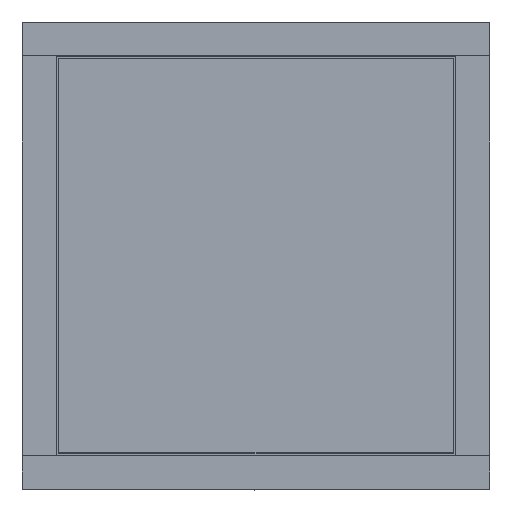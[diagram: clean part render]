
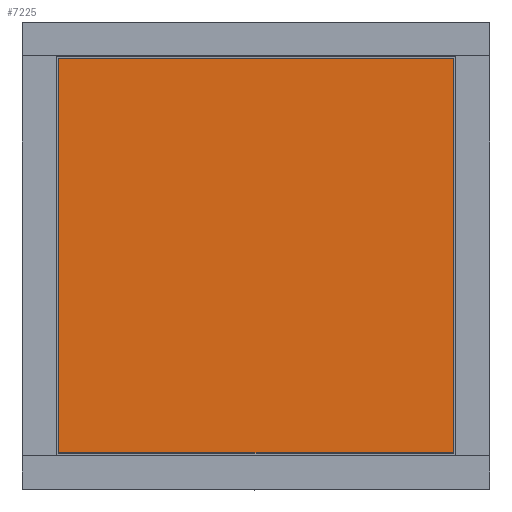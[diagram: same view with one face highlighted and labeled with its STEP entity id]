
A CAD part, top view. The second image highlights one B-rep face of the part: STEP entity #7225.
In plain terms, the highlighted planar face has unit normal (0, 0, 1).
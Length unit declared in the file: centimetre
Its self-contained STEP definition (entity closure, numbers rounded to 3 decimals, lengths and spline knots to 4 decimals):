
#721=FACE_OUTER_BOUND('',#1116,.T.);
#1116=EDGE_LOOP('',(#6534,#6535,#6536,#6537));
#1903=LINE('',#12864,#2701);
#1907=LINE('',#12872,#2705);
#1910=LINE('',#12878,#2708);
#1913=LINE('',#12883,#2711);
#2701=VECTOR('',#9551,1.);
#2705=VECTOR('',#9557,1.);
#2708=VECTOR('',#9562,1.);
#2711=VECTOR('',#9567,1.);
#3398=VERTEX_POINT('',#12862);
#3399=VERTEX_POINT('',#12863);
#3402=VERTEX_POINT('',#12871);
#3404=VERTEX_POINT('',#12877);
#4438=EDGE_CURVE('',#3398,#3399,#1903,.T.);
#4442=EDGE_CURVE('',#3399,#3402,#1907,.T.);
#4445=EDGE_CURVE('',#3402,#3404,#1910,.T.);
#4448=EDGE_CURVE('',#3404,#3398,#1913,.T.);
#6534=ORIENTED_EDGE('',*,*,#4438,.F.);
#6535=ORIENTED_EDGE('',*,*,#4448,.F.);
#6536=ORIENTED_EDGE('',*,*,#4445,.F.);
#6537=ORIENTED_EDGE('',*,*,#4442,.F.);
#6851=PLANE('',#7752);
#7225=ADVANCED_FACE('',(#721),#6851,.T.);
#7752=AXIS2_PLACEMENT_3D('',#12886,#9571,#9572);
#9551=DIRECTION('',(0.,1.,0.));
#9557=DIRECTION('',(1.,0.,0.));
#9562=DIRECTION('',(0.,-1.,0.));
#9567=DIRECTION('',(-1.,0.,0.));
#9571=DIRECTION('center_axis',(0.,0.,
1.));
#9572=DIRECTION('ref_axis',(1.,0.,0.));
#12862=CARTESIAN_POINT('',(-0.76,-0.76,2.99));
#12863=CARTESIAN_POINT('',(-0.76,0.76,2.99));
#12864=CARTESIAN_POINT('',(-0.76,0.76,2.99));
#12871=CARTESIAN_POINT('',(0.76,0.76,2.99));
#12872=CARTESIAN_POINT('',(0.76,0.76,2.99));
#12877=CARTESIAN_POINT('',(0.76,-0.76,2.99));
#12878=CARTESIAN_POINT('',(0.76,-0.76,2.99));
#12883=CARTESIAN_POINT('',(-0.76,-0.76,2.99));
#12886=CARTESIAN_POINT('Origin',(0.,0.,
2.99));
